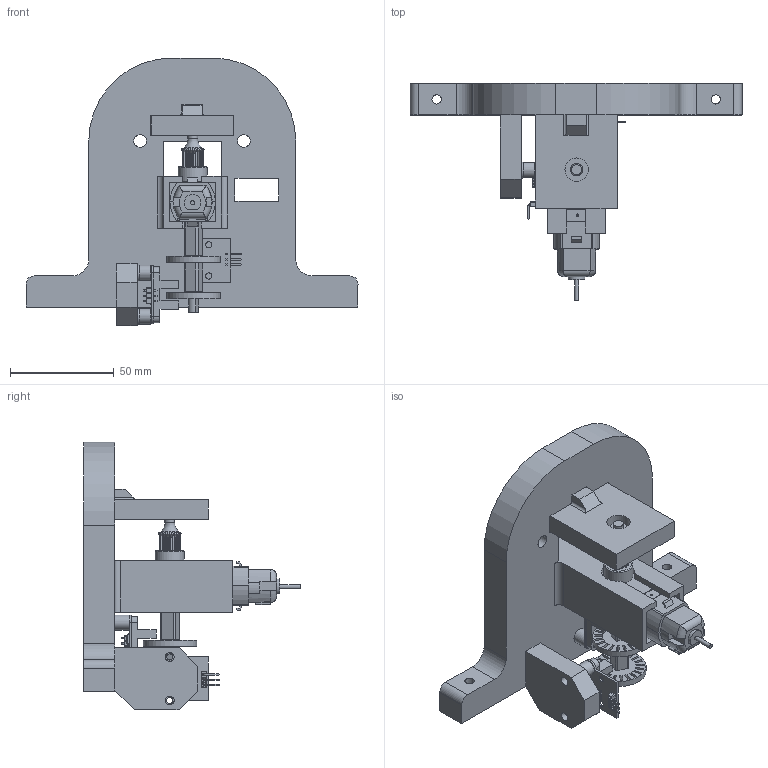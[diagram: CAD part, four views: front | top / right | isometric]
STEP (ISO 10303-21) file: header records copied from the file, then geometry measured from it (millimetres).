
FILE_DESCRIPTION(/* description */ (''),/* implementation_level */ '2;1');
FILE_NAME(/* name */ '6b8312fb-9e2e-4222-92dd-13f0029bea89.stp',/* time_stamp */ '2025-08-11T20:13:26Z',/* author */ (''),/* organization */ (''),/* preprocessor_version */ 'ST-DEVELOPER v20.1',/* originating_system */ 'Autodesk Translation Framework v14.10.0.0',/* authorisation */ '');
FILE_SCHEMA (('AUTOMOTIVE_DESIGN { 1 0 10303 214 3 1 1 }'));
Length unit declared in the file: millimetre
Products named in the file (18): new motor mount; mount; bearing holder; Feetech speed sensor FT-EN-001 (Gauthier Heiss); Motor; Shaft; Motor_1; Gear box; GEAR_PULLEY; Component1; final diff expander; base ; diff; encoder v8; Feetech speed sensor FT-EN-001 (Gauthier Heiss)_1; 90deg pin header (Adegbuyi Adeyemi); SOIC8; encoder2 mount
Assembly tree (24 placements, depth 4):
  new motor mount
    mount
    bearing holder
    Feetech speed sensor FT-EN-001 (Gauthier Heiss)
      90deg pin header (Adegbuyi Adeyemi)  x3
      SOIC8
    Motor
      Shaft
      Motor_1
      Gear box
      GEAR_PULLEY
        Component1
    final diff expander
      base 
      encoder v8  x2
      diff
    Feetech speed sensor FT-EN-001 (Gauthier Heiss)_1
      90deg pin header (Adegbuyi Adeyemi)  x3
      SOIC8
    encoder2 mount
Bounding box: 160 x 104.5 x 129.11 mm (x, y, z)
Volume: 242790.2 mm3; surface area: 76276.1 mm2
Topology: 30 solids, 30 shells, 1030 faces, 2668 edges, 1714 vertices
Faces by surface type: plane 725, cylinder 222, bspline 44, cone 22, torus 17
Full cylindrical faces by diameter (mm): 0.6 x2, 1 x8, 1.2 x4, 2 x5, 3 x16, 3.2 x4, 3.8 x1, 4.3 x9, 4.5 x2, 4.6 x2, 4.85 x1, 6 x1, 6.1 x2, 7.3 x4, 11.3 x1, 14 x1, 25.75 x2
Entity records: 23576 total; most frequent: CARTESIAN_POINT 5876, ORIENTED_EDGE 3550, DIRECTION 3498, EDGE_CURVE 1775, LINE 1216, VECTOR 1216, VERTEX_POINT 1160, AXIS2_PLACEMENT_3D 1141
